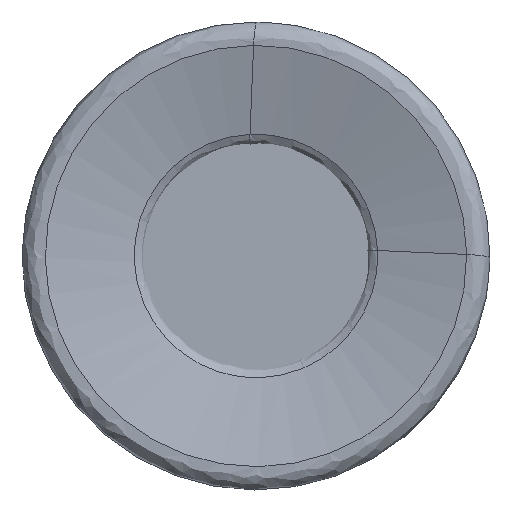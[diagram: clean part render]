
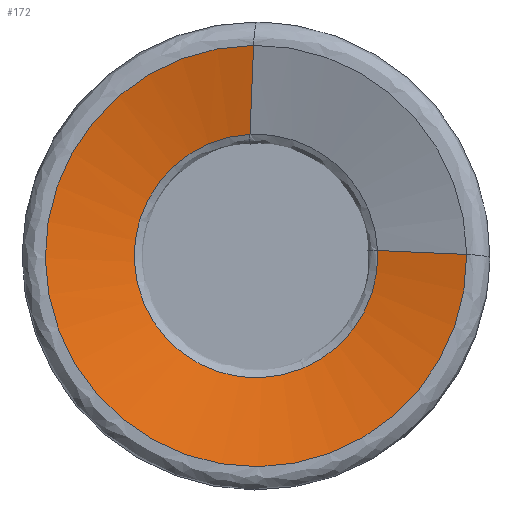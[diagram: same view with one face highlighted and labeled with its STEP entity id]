
A CAD part, left-side view. The second image highlights one B-rep face of the part: STEP entity #172.
In plain terms, the highlighted free-form (B-spline) face has degree [1, 3] with [2, 7] control points.
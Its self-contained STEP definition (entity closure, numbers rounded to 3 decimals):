
#35=(
BOUNDED_SURFACE()
B_SPLINE_SURFACE(1,3,((#876,#877,#878,#879,#880,#881,#882),(#883,#884,#885,
#886,#887,#888,#889)),.UNSPECIFIED.,.F.,.F.,.F.)
B_SPLINE_SURFACE_WITH_KNOTS((2,2),(4,3,4),(0.,1.),(0.,0.5,1.),
 .UNSPECIFIED.)
GEOMETRIC_REPRESENTATION_ITEM()
RATIONAL_B_SPLINE_SURFACE(((1.,0.589,0.589,1.,0.589,
0.589,1.),(1.,0.589,0.589,1.,0.589,
0.589,1.)))
REPRESENTATION_ITEM('')
SURFACE()
);
#50=LINE('',#874,#58);
#51=LINE('',#875,#59);
#58=VECTOR('',#675,1.);
#59=VECTOR('',#676,1.);
#172=ADVANCED_FACE('',(#193),#35,.F.);
#193=FACE_OUTER_BOUND('',#251,.T.);
#251=EDGE_LOOP('',(#318,#319,#320,#321));
#318=ORIENTED_EDGE('',*,*,#437,.F.);
#319=ORIENTED_EDGE('',*,*,#438,.F.);
#320=ORIENTED_EDGE('',*,*,#434,.T.);
#321=ORIENTED_EDGE('',*,*,#439,.F.);
#395=VERTEX_POINT('',#839);
#396=VERTEX_POINT('',#840);
#397=VERTEX_POINT('',#872);
#398=VERTEX_POINT('',#873);
#434=EDGE_CURVE('',#395,#396,#485,.T.);
#437=EDGE_CURVE('',#397,#398,#488,.T.);
#438=EDGE_CURVE('',#395,#397,#50,.T.);
#439=EDGE_CURVE('',#398,#396,#51,.T.);
#485=CIRCLE('',#551,6.509);
#488=CIRCLE('',#554,11.261);
#551=AXIS2_PLACEMENT_3D('',#838,#667,#668);
#554=AXIS2_PLACEMENT_3D('',#871,#673,#674);
#667=DIRECTION('',(1.,0.,0.));
#668=DIRECTION('',(0.,-0.999,0.045));
#673=DIRECTION('',(1.,0.,0.));
#674=DIRECTION('',(0.,-1.,0.008));
#675=DIRECTION('',(-0.258,-0.965,-0.043));
#676=DIRECTION('',(0.258,0.039,-0.965));
#838=CARTESIAN_POINT('',(1.304,0.,0.));
#839=CARTESIAN_POINT('',(1.304,-6.502,0.295));
#840=CARTESIAN_POINT('',(1.304,0.321,6.501));
#871=CARTESIAN_POINT('',(0.034,0.,0.));
#872=CARTESIAN_POINT('',(0.034,-11.26,0.085));
#873=CARTESIAN_POINT('',(0.034,0.13,11.26));
#874=CARTESIAN_POINT('',(1.304,-6.502,0.295));
#875=CARTESIAN_POINT('',(1.304,0.321,6.501));
#876=CARTESIAN_POINT('',(1.304,-6.502,0.295));
#877=CARTESIAN_POINT('',(1.304,-6.81,-6.501));
#878=CARTESIAN_POINT('',(1.304,-0.653,-9.393));
#879=CARTESIAN_POINT('',(1.304,4.38,-4.815));
#880=CARTESIAN_POINT('',(1.304,9.412,-0.237));
#881=CARTESIAN_POINT('',(1.304,7.115,6.166));
#882=CARTESIAN_POINT('',(1.304,0.321,6.501));
#883=CARTESIAN_POINT('',(0.034,-11.26,0.085));
#884=CARTESIAN_POINT('',(0.034,-11.349,-11.684));
#885=CARTESIAN_POINT('',(0.034,-0.514,-16.28));
#886=CARTESIAN_POINT('',(0.034,7.886,-8.038));
#887=CARTESIAN_POINT('',(0.034,16.287,0.204));
#888=CARTESIAN_POINT('',(0.034,11.898,11.124));
#889=CARTESIAN_POINT('',(0.034,0.13,11.26));
